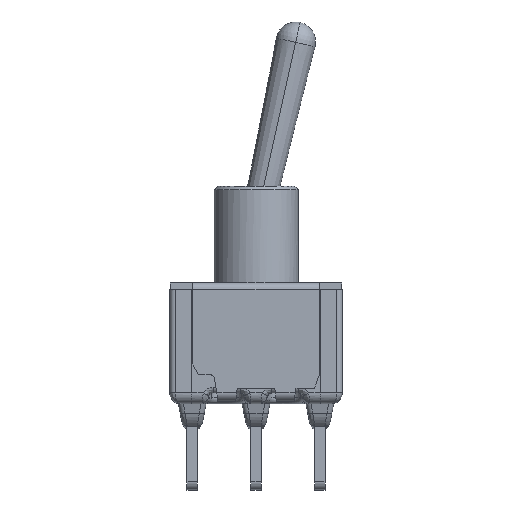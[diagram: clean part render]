
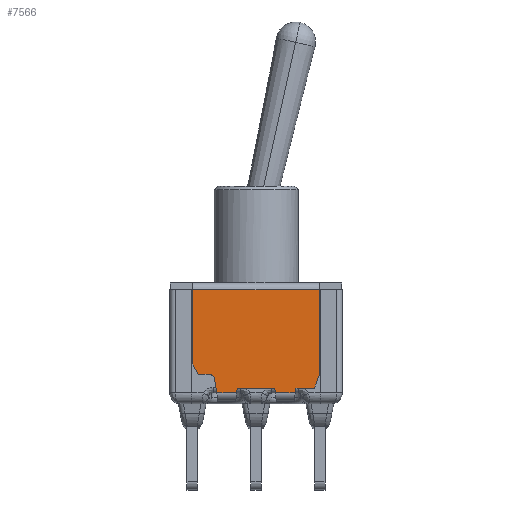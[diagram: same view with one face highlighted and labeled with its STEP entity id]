
A CAD part, top view. The second image highlights one B-rep face of the part: STEP entity #7566.
In plain terms, the highlighted planar face has unit normal (0, 0, 1).
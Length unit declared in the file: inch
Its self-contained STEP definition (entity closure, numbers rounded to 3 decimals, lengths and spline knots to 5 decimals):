
#38=DIRECTION('',(1.,0.,0.));
#39=VECTOR('',#38,0.05719);
#40=CARTESIAN_POINT('',(-0.1136,-0.298,0.133));
#41=LINE('',#40,#39);
#42=DIRECTION('',(0.174,-0.985,0.));
#43=VECTOR('',#42,0.04123);
#44=CARTESIAN_POINT('',(-0.12076,-0.2574,0.133));
#45=LINE('',#44,#43);
#46=CARTESIAN_POINT('',(-0.13553,-0.26,0.133));
#47=DIRECTION('',(0.,0.,-1.));
#48=DIRECTION('',(0.,1.,0.));
#49=AXIS2_PLACEMENT_3D('',#46,#47,#48);
#51=DIRECTION('',(1.,0.,0.));
#52=VECTOR('',#51,0.03115);
#53=CARTESIAN_POINT('',(-0.16668,-0.245,0.133));
#54=LINE('',#53,#52);
#55=DIRECTION('',(0.5,-0.866,0.));
#56=VECTOR('',#55,0.03464);
#57=CARTESIAN_POINT('',(-0.184,-0.215,0.133));
#58=LINE('',#57,#56);
#59=DIRECTION('',(0.,-1.,0.));
#60=VECTOR('',#59,0.215);
#61=CARTESIAN_POINT('',(-0.184,0.,0.133));
#62=LINE('',#61,#60);
#63=DIRECTION('',(-1.,0.,0.));
#64=VECTOR('',#63,0.368);
#65=CARTESIAN_POINT('',(0.184,0.,0.133));
#66=LINE('',#65,#64);
#67=DIRECTION('',(0.,-1.,0.));
#68=VECTOR('',#67,0.245);
#69=CARTESIAN_POINT('',(0.184,0.,0.133));
#70=LINE('',#69,#68);
#71=DIRECTION('',(0.342,0.94,0.));
#72=VECTOR('',#71,0.04257);
#73=CARTESIAN_POINT('',(0.16944,-0.285,0.133));
#74=LINE('',#73,#72);
#75=DIRECTION('',(1.,0.,0.));
#76=VECTOR('',#75,0.05355);
#77=CARTESIAN_POINT('',(0.11589,-0.285,0.133));
#78=LINE('',#77,#76);
#79=DIRECTION('',(0.174,0.985,0.));
#80=VECTOR('',#79,0.0132);
#81=CARTESIAN_POINT('',(0.1136,-0.298,0.133));
#82=LINE('',#81,#80);
#83=DIRECTION('',(1.,0.,0.));
#84=VECTOR('',#83,0.05719);
#85=CARTESIAN_POINT('',(0.0564,-0.298,0.133));
#86=LINE('',#85,#84);
#87=DIRECTION('',(0.174,-0.985,0.));
#88=VECTOR('',#87,0.0132);
#89=CARTESIAN_POINT('',(0.05411,-0.285,0.133));
#90=LINE('',#89,#88);
#91=DIRECTION('',(1.,0.,0.));
#92=VECTOR('',#91,0.10822);
#93=CARTESIAN_POINT('',(-0.05411,-0.285,0.133));
#94=LINE('',#93,#92);
#95=DIRECTION('',(0.174,0.985,0.));
#96=VECTOR('',#95,0.0132);
#97=CARTESIAN_POINT('',(-0.0564,-0.298,0.133));
#98=LINE('',#97,#96);
#7118=CARTESIAN_POINT('',(-0.184,-0.215,0.133));
#7119=CARTESIAN_POINT('',(-0.16668,-0.245,0.133));
#7120=VERTEX_POINT('',#7118);
#7121=VERTEX_POINT('',#7119);
#7122=CARTESIAN_POINT('',(-0.13553,-0.245,0.133));
#7123=VERTEX_POINT('',#7122);
#7124=CARTESIAN_POINT('',(-0.12076,-0.2574,0.133));
#7125=VERTEX_POINT('',#7124);
#7130=CARTESIAN_POINT('',(-0.05411,-0.285,0.133));
#7131=CARTESIAN_POINT('',(0.05411,-0.285,0.133));
#7132=VERTEX_POINT('',#7130);
#7133=VERTEX_POINT('',#7131);
#7138=CARTESIAN_POINT('',(0.11589,-0.285,0.133));
#7139=CARTESIAN_POINT('',(0.16944,-0.285,0.133));
#7140=VERTEX_POINT('',#7138);
#7141=VERTEX_POINT('',#7139);
#7142=CARTESIAN_POINT('',(0.184,-0.245,0.133));
#7143=VERTEX_POINT('',#7142);
#7262=CARTESIAN_POINT('',(-0.184,0.,0.133));
#7263=VERTEX_POINT('',#7262);
#7264=CARTESIAN_POINT('',(0.184,0.,0.133));
#7265=VERTEX_POINT('',#7264);
#7302=CARTESIAN_POINT('',(-0.1136,-0.298,0.133));
#7303=VERTEX_POINT('',#7302);
#7304=CARTESIAN_POINT('',(-0.0564,-0.298,0.133));
#7305=VERTEX_POINT('',#7304);
#7306=CARTESIAN_POINT('',(0.0564,-0.298,0.133));
#7307=VERTEX_POINT('',#7306);
#7308=CARTESIAN_POINT('',(0.1136,-0.298,0.133));
#7309=VERTEX_POINT('',#7308);
#7530=CARTESIAN_POINT('',(0.2485,0.02,0.133));
#7531=DIRECTION('',(0.,0.,1.));
#7532=DIRECTION('',(0.,-1.,0.));
#7533=AXIS2_PLACEMENT_3D('',#7530,#7531,#7532);
#7534=PLANE('',#7533);
#7536=ORIENTED_EDGE('',*,*,#7535,.F.);
#7538=ORIENTED_EDGE('',*,*,#7537,.F.);
#7540=ORIENTED_EDGE('',*,*,#7539,.F.);
#7542=ORIENTED_EDGE('',*,*,#7541,.F.);
#7544=ORIENTED_EDGE('',*,*,#7543,.F.);
#7546=ORIENTED_EDGE('',*,*,#7545,.F.);
#7548=ORIENTED_EDGE('',*,*,#7547,.F.);
#7550=ORIENTED_EDGE('',*,*,#7549,.T.);
#7551=ORIENTED_EDGE('',*,*,#7519,.F.);
#7553=ORIENTED_EDGE('',*,*,#7552,.F.);
#7555=ORIENTED_EDGE('',*,*,#7554,.F.);
#7557=ORIENTED_EDGE('',*,*,#7556,.F.);
#7559=ORIENTED_EDGE('',*,*,#7558,.F.);
#7561=ORIENTED_EDGE('',*,*,#7560,.F.);
#7563=ORIENTED_EDGE('',*,*,#7562,.F.);
#7564=EDGE_LOOP('',(#7536,#7538,#7540,#7542,#7544,#7546,#7548,#7550,#7551,#7553,
#7555,#7557,#7559,#7561,#7563));
#7565=FACE_OUTER_BOUND('',#7564,.F.);
#7566=ADVANCED_FACE('',(#7565),#7534,.T.);
#50=CIRCLE('',#49,0.015);
#7519=EDGE_CURVE('',#7141,#7143,#74,.T.);
#7535=EDGE_CURVE('',#7303,#7305,#41,.T.);
#7537=EDGE_CURVE('',#7125,#7303,#45,.T.);
#7539=EDGE_CURVE('',#7123,#7125,#50,.T.);
#7541=EDGE_CURVE('',#7121,#7123,#54,.T.);
#7543=EDGE_CURVE('',#7120,#7121,#58,.T.);
#7545=EDGE_CURVE('',#7263,#7120,#62,.T.);
#7547=EDGE_CURVE('',#7265,#7263,#66,.T.);
#7549=EDGE_CURVE('',#7265,#7143,#70,.T.);
#7552=EDGE_CURVE('',#7140,#7141,#78,.T.);
#7554=EDGE_CURVE('',#7309,#7140,#82,.T.);
#7556=EDGE_CURVE('',#7307,#7309,#86,.T.);
#7558=EDGE_CURVE('',#7133,#7307,#90,.T.);
#7560=EDGE_CURVE('',#7132,#7133,#94,.T.);
#7562=EDGE_CURVE('',#7305,#7132,#98,.T.);
